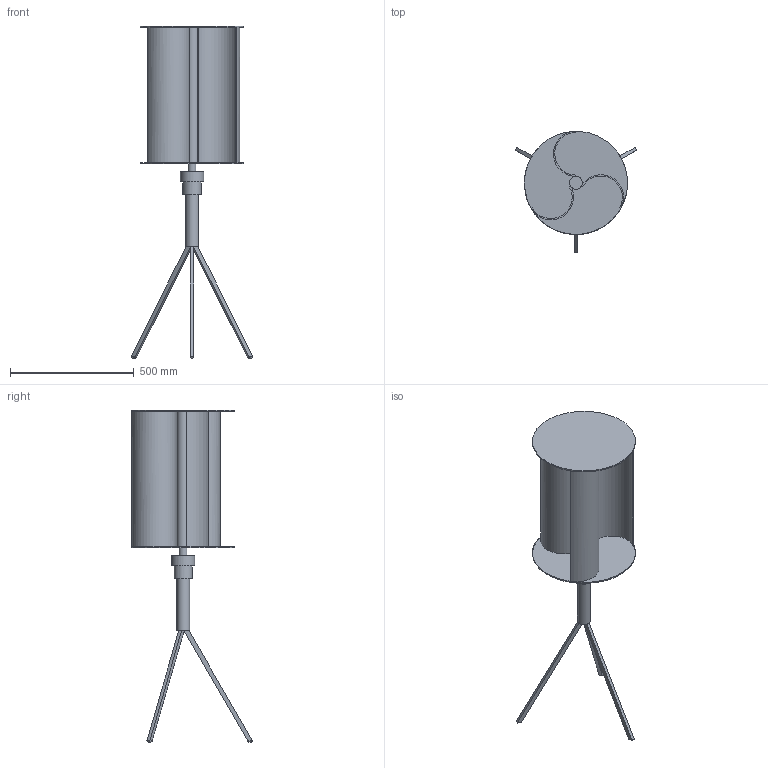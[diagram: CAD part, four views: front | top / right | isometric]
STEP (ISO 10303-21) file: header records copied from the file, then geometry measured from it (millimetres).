
FILE_DESCRIPTION(('FreeCAD Model'),'2;1');
FILE_NAME('Open CASCADE Shape Model','2025-04-27T10:14:13',('FreeCAD'),( 'FreeCAD'),'Open CASCADE STEP processor 7.6','FreeCAD','Unknown');
FILE_SCHEMA(('AUTOMOTIVE_DESIGN { 1 0 10303 214 1 1 1 1 }'));
Length unit declared in the file: millimetre
Products named in the file (1): Open CASCADE STEP translator 7.6 1
Bounding box: 492.69 x 489.06 x 1342.91 mm (x, y, z)
Volume: 6339797.9 mm3; surface area: 1778783 mm2
Topology: 5 solids, 5 shells, 83 faces, 194 edges, 121 vertices
Faces by surface type: bspline 83
Entity records: 2342 total; most frequent: CARTESIAN_POINT 1223, ORIENTED_EDGE 378, EDGE_CURVE 189, VERTEX_POINT 120, B_SPLINE_CURVE_WITH_KNOTS 102, FACE_BOUND 92, EDGE_LOOP 92, ADVANCED_FACE 83
